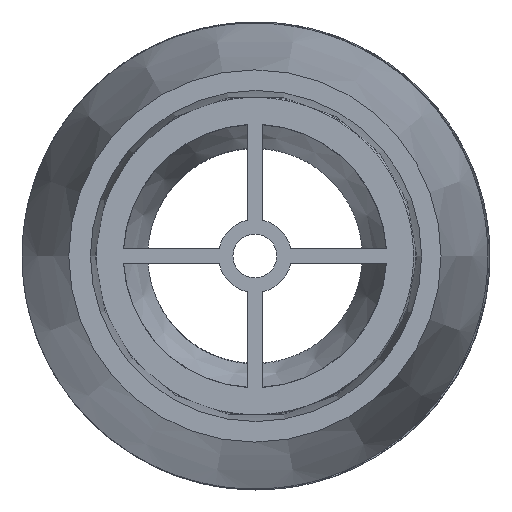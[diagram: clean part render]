
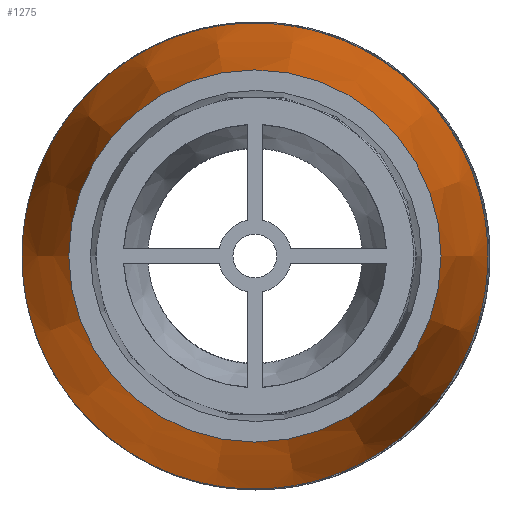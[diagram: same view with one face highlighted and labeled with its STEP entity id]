
A CAD part, left-side view. The second image highlights one B-rep face of the part: STEP entity #1275.
In plain terms, the highlighted conical face has half-angle 8.865 degrees and reference radius 14.326 mm.
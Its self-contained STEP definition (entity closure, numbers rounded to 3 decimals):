
#120=FACE_OUTER_BOUND('',#194,.T.);
#194=EDGE_LOOP('',(#880,#881,#882,#883,#884));
#272=LINE('',#1964,#361);
#361=VECTOR('',#1562,14.326);
#453=CIRCLE('',#1367,12.726);
#458=CIRCLE('',#1375,15.926);
#459=CIRCLE('',#1376,15.926);
#538=VERTEX_POINT('',#1947);
#542=VERTEX_POINT('',#1960);
#543=VERTEX_POINT('',#1961);
#667=EDGE_CURVE('',#538,#538,#453,.T.);
#673=EDGE_CURVE('',#542,#543,#458,.T.);
#674=EDGE_CURVE('',#543,#542,#459,.T.);
#675=EDGE_CURVE('',#543,#538,#272,.T.);
#880=ORIENTED_EDGE('',*,*,#673,.F.);
#881=ORIENTED_EDGE('',*,*,#674,.F.);
#882=ORIENTED_EDGE('',*,*,#675,.T.);
#883=ORIENTED_EDGE('',*,*,#667,.T.);
#884=ORIENTED_EDGE('',*,*,#675,.F.);
#1261=CONICAL_SURFACE('',#1374,14.326,0.155);
#1275=ADVANCED_FACE('',(#120),#1261,.T.);
#1367=AXIS2_PLACEMENT_3D('',#1948,#1541,#1542);
#1374=AXIS2_PLACEMENT_3D('',#1959,#1556,#1557);
#1375=AXIS2_PLACEMENT_3D('',#1962,#1558,#1559);
#1376=AXIS2_PLACEMENT_3D('',#1963,#1560,#1561);
#1541=DIRECTION('center_axis',(-1.,0.,0.));
#1542=DIRECTION('ref_axis',(0.,-1.,0.));
#1556=DIRECTION('center_axis',(-1.,0.,0.));
#1557=DIRECTION('ref_axis',(0.,-1.,0.));
#1558=DIRECTION('center_axis',(-1.,0.,0.));
#1559=DIRECTION('ref_axis',(0.,-1.,0.));
#1560=DIRECTION('center_axis',(-1.,0.,0.));
#1561=DIRECTION('ref_axis',(0.,-1.,0.));
#1562=DIRECTION('',(0.988,-0.154,0.));
#1947=CARTESIAN_POINT('',(59.,12.652,0.));
#1948=CARTESIAN_POINT('Origin',(59.,-0.074,0.));
#1959=CARTESIAN_POINT('Origin',(48.742,-0.074,0.));
#1960=CARTESIAN_POINT('',(38.484,-16.,0.));
#1961=CARTESIAN_POINT('',(38.484,15.852,0.));
#1962=CARTESIAN_POINT('Origin',(38.484,-0.074,0.));
#1963=CARTESIAN_POINT('Origin',(38.484,-0.074,0.));
#1964=CARTESIAN_POINT('',(48.742,14.252,0.));
